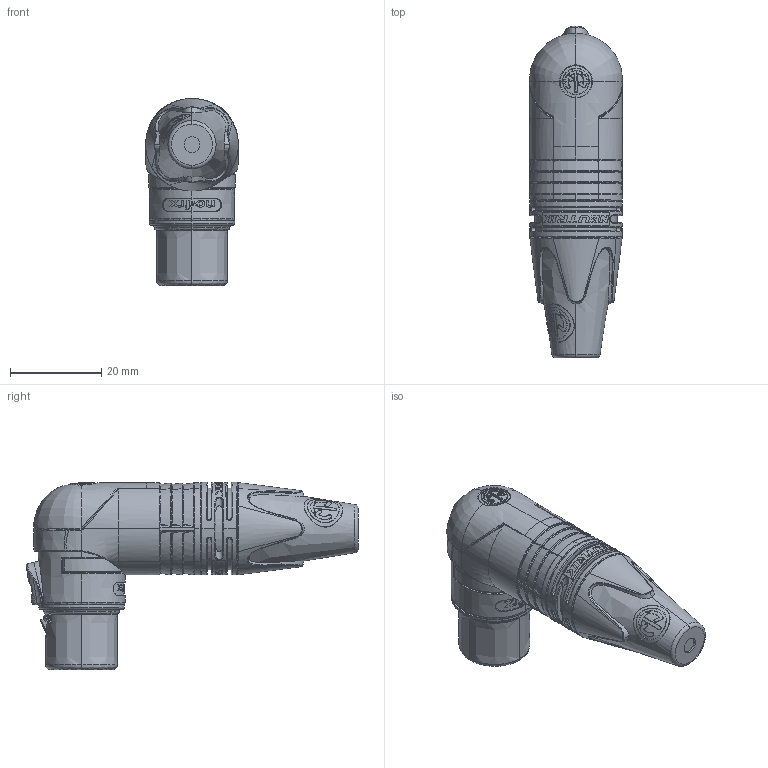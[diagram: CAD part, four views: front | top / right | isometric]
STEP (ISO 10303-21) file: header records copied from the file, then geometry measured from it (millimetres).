
FILE_DESCRIPTION((''),'2;1');
FILE_NAME('30010495','2023-04-20T14:03:46',('SYSTEM'),(''),'CREO PARAMETRIC BY PTC INC, 2021184','CREO PARAMETRIC BY PTC INC, 2021184','');
FILE_SCHEMA(('CONFIG_CONTROL_DESIGN'));
Products named in the file (1): 30010495
Bounding box: 20.3 x 72.83 x 41.05 mm (x, y, z)
Volume: 23324.4 mm3; surface area: 6494.3 mm2
Topology: 1 solids, 2 shells, 1427 faces, 3786 edges, 2404 vertices
Faces by surface type: plane 604, bspline 387, cylinder 169, extrusion 143, torus 70, cone 33, sphere 17, revolution 4
Entity records: 69831 total; most frequent: CARTESIAN_POINT 38218, ORIENTED_EDGE 7562, DIRECTION 4962, EDGE_CURVE 3781, VERTEX_POINT 2404, VECTOR 1772, LINE 1629, B_SPLINE_CURVE_WITH_KNOTS 1599
